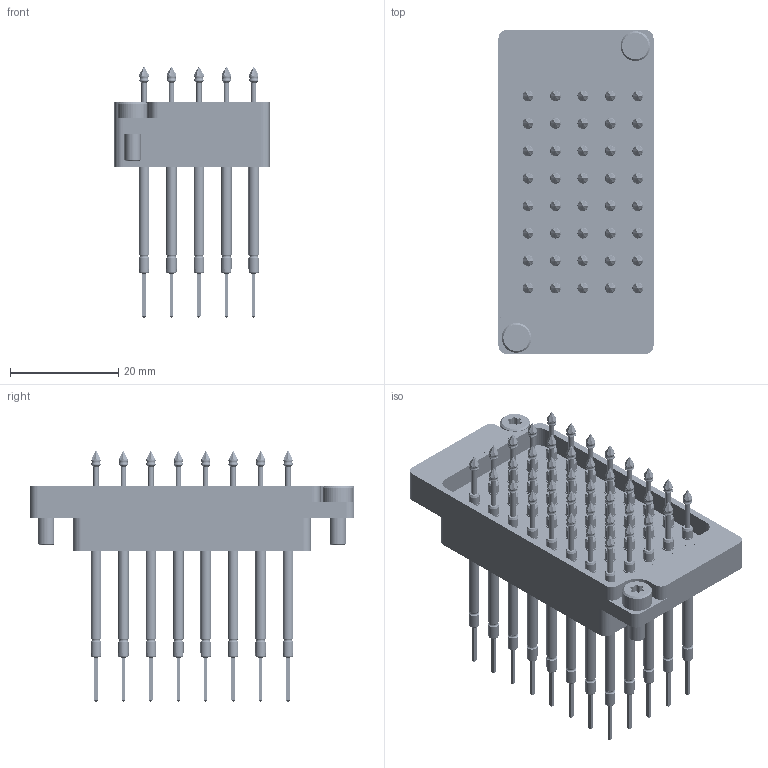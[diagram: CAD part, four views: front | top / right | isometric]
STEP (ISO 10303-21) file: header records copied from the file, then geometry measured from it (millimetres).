
FILE_DESCRIPTION (( 'STEP AP214' ), '1' );
FILE_NAME ('INGUN_44225.STEP', '2023-01-13T08:13:55', ( '' ), ( '' ), 'SwSTEP 2.0', 'SolidWorks 2021', '' );
FILE_SCHEMA (( 'AUTOMOTIVE_DESIGN' ));
Length unit declared in the file: millimetre
Products named in the file (7): KS-112-Master__ADA~ks_KS-112 47; INFO_4624~0_SBP-T_Kontaktierung-Seite<S>; HSS-118-0406__ADA~hss_S; DIN912~n_M03,0x008; 42068~3_S; 42068~3; INGUN_44225
Assembly tree (85 placements, depth 3):
  INGUN_44225
    42068~3_S
      42068~3
      INFO_4624~0_SBP-T_Kontaktierung-Seite<S>
    KS-112-Master__ADA~ks_KS-112 47  x40
    HSS-118-0406__ADA~hss_S  x40
    DIN912~n_M03,0x008  x2
Bounding box: 28.7 x 60 x 46.5 mm (x, y, z)
Volume: 18155.8 mm3; surface area: 22724 mm2
Topology: 179 solids, 179 shells, 3612 faces, 7499 edges, 4450 vertices
Faces by surface type: cylinder 1424, plane 1262, torus 480, cone 328, bspline 118
Entity records: 22017 total; most frequent: CARTESIAN_POINT 10061, ORIENTED_EDGE 2376, DIRECTION 2114, EDGE_CURVE 1188, VERTEX_POINT 777, AXIS2_PLACEMENT_3D 758, VECTOR 598, LINE 598
